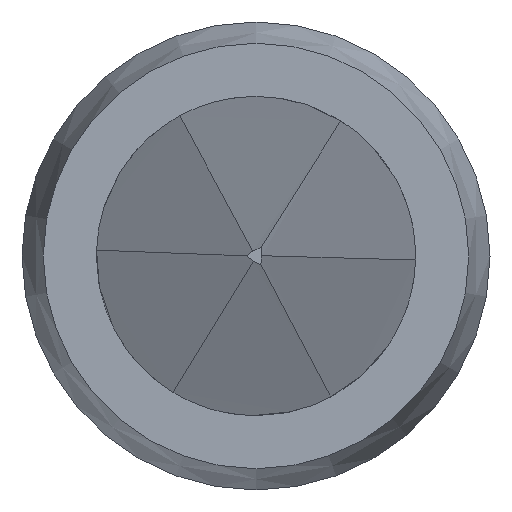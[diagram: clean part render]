
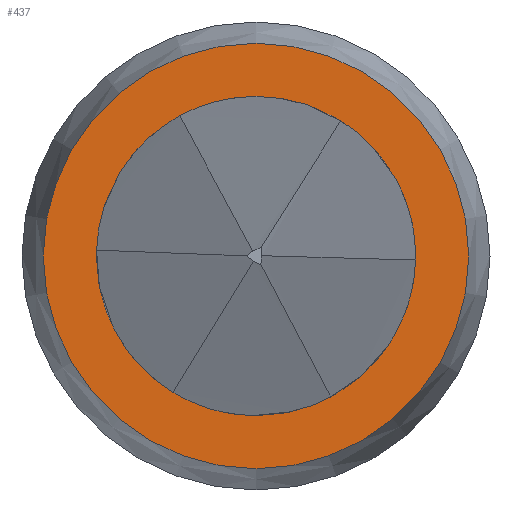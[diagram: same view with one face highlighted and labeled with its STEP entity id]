
A CAD part, left-side view. The second image highlights one B-rep face of the part: STEP entity #437.
In plain terms, the highlighted planar face has unit normal (-1, 0, 0).
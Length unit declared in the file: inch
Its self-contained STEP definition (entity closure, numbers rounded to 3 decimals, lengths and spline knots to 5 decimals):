
#38 = DIRECTION ( 'NONE',  ( 1., 0., 0. ) ) ;
#47 = DIRECTION ( 'NONE',  ( 0., 0., 1. ) ) ;
#67 = FACE_BOUND ( 'NONE', #123, .T. ) ;
#123 = EDGE_LOOP ( 'NONE', ( #1382 ) ) ;
#155 = FACE_OUTER_BOUND ( 'NONE', #1362, .T. ) ;
#170 = CARTESIAN_POINT ( 'NONE',  ( 0., 0.014, 0. ) ) ;
#288 = VERTEX_POINT ( 'NONE', #1033 ) ;
#290 = CARTESIAN_POINT ( 'NONE',  ( 0., 0., 0. ) ) ;
#328 = EDGE_CURVE ( 'NONE', #288, #288, #1363, .T. ) ;
#372 = CARTESIAN_POINT ( 'NONE',  ( 0., 0., -0.014 ) ) ;
#411 = EDGE_CURVE ( 'NONE', #596, #596, #440, .T. ) ;
#437 = ADVANCED_FACE ( 'NONE', ( #67, #155 ), #933, .T. ) ;
#438 = AXIS2_PLACEMENT_3D ( 'NONE', #290, #38, #47 ) ;
#440 = CIRCLE ( 'NONE', #1150, 0.014 ) ;
#596 = VERTEX_POINT ( 'NONE', #372 ) ;
#716 = DIRECTION ( 'NONE',  ( 0., 0., -1. ) ) ;
#933 = PLANE ( 'NONE',  #1123 ) ;
#1033 = CARTESIAN_POINT ( 'NONE',  ( 0., 0., 0.0105 ) ) ;
#1046 = CARTESIAN_POINT ( 'NONE',  ( 0., 0., 0. ) ) ;
#1053 = DIRECTION ( 'NONE',  ( 1., 0., 0. ) ) ;
#1123 = AXIS2_PLACEMENT_3D ( 'NONE', #170, #1141, #1124 ) ;
#1124 = DIRECTION ( 'NONE',  ( 0., 0., 1. ) ) ;
#1141 = DIRECTION ( 'NONE',  ( -1., 0., 0. ) ) ;
#1150 = AXIS2_PLACEMENT_3D ( 'NONE', #1046, #1053, #716 ) ;
#1261 = ORIENTED_EDGE ( 'NONE', *, *, #411, .F. ) ;
#1362 = EDGE_LOOP ( 'NONE', ( #1261 ) ) ;
#1363 = CIRCLE ( 'NONE', #438, 0.0105 ) ;
#1382 = ORIENTED_EDGE ( 'NONE', *, *, #328, .T. ) ;
